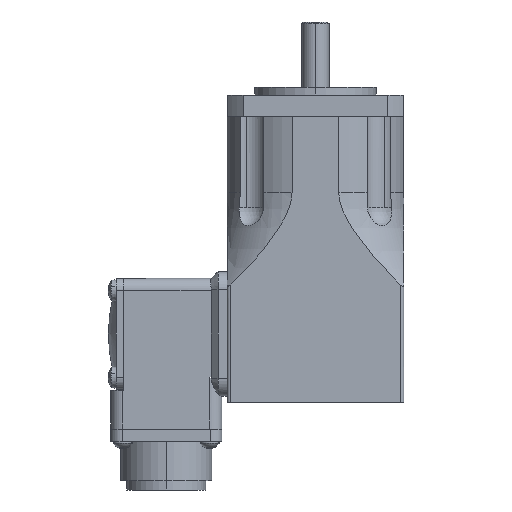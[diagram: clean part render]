
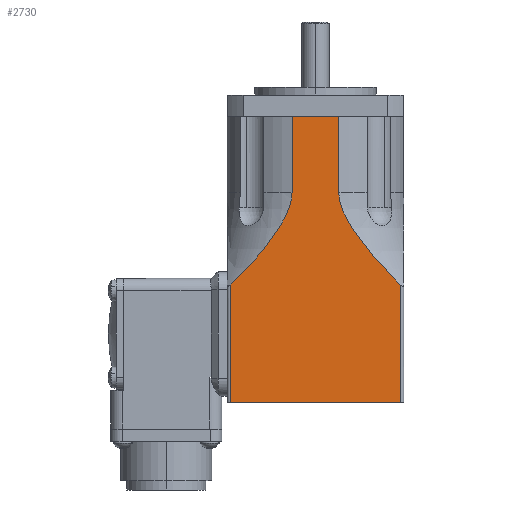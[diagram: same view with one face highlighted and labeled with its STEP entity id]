
A CAD part, left-side view. The second image highlights one B-rep face of the part: STEP entity #2730.
In plain terms, the highlighted planar face has unit normal (-1, 0, 0).
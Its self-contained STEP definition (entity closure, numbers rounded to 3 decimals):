
#2174 = CARTESIAN_POINT ( 'NONE',  ( -29., 28., -56.411 ) ) ;
#2183 = B_SPLINE_CURVE_WITH_KNOTS ( 'NONE', 3,
 ( #2192, #2191, #2190, #2189, #2188, #2187, #2186, #2185, #2252, #2251, #2250, #2249, #2248, #2247, #2246, #2245, #2244, #2243, #2242, #2241, #2240, #2239 ),
 .UNSPECIFIED., .F., .F.,
 ( 4, 2, 2, 2, 2, 2, 2, 2, 2, 2, 4 ),
 ( 0.322, 0.323, 0.324, 0.327, 0.329, 0.331, 0.336, 0.341, 0.345, 0.35, 0.359 ),
 .UNSPECIFIED. ) ;
#2184 = CARTESIAN_POINT ( 'NONE',  ( -29., 7.681, -26. ) ) ;
#2185 = CARTESIAN_POINT ( 'NONE',  ( -29., 8.717, -31.345 ) ) ;
#2186 = CARTESIAN_POINT ( 'NONE',  ( -29., 8.23, -29.867 ) ) ;
#2187 = CARTESIAN_POINT ( 'NONE',  ( -29., 8.031, -29.114 ) ) ;
#2188 = CARTESIAN_POINT ( 'NONE',  ( -29., 7.824, -27.956 ) ) ;
#2189 = CARTESIAN_POINT ( 'NONE',  ( -29., 7.77, -27.563 ) ) ;
#2190 = CARTESIAN_POINT ( 'NONE',  ( -29., 7.699, -26.78 ) ) ;
#2191 = CARTESIAN_POINT ( 'NONE',  ( -29., 7.681, -26.39 ) ) ;
#2192 = CARTESIAN_POINT ( 'NONE',  ( -29., 7.681, -26. ) ) ;
#2239 = CARTESIAN_POINT ( 'NONE',  ( -29., 28., -56.411 ) ) ;
#2240 = CARTESIAN_POINT ( 'NONE',  ( -29., 25.705, -54.33 ) ) ;
#2241 = CARTESIAN_POINT ( 'NONE',  ( -29., 23.521, -52.146 ) ) ;
#2242 = CARTESIAN_POINT ( 'NONE',  ( -29., 20.396, -48.726 ) ) ;
#2243 = CARTESIAN_POINT ( 'NONE',  ( -29., 19.379, -47.562 ) ) ;
#2244 = CARTESIAN_POINT ( 'NONE',  ( -29., 17.399, -45.185 ) ) ;
#2245 = CARTESIAN_POINT ( 'NONE',  ( -29., 16.435, -43.972 ) ) ;
#2246 = CARTESIAN_POINT ( 'NONE',  ( -29., 14.565, -41.49 ) ) ;
#2247 = CARTESIAN_POINT ( 'NONE',  ( -29., 13.659, -40.221 ) ) ;
#2248 = CARTESIAN_POINT ( 'NONE',  ( -29., 11.929, -37.609 ) ) ;
#2249 = CARTESIAN_POINT ( 'NONE',  ( -29., 11.108, -36.273 ) ) ;
#2250 = CARTESIAN_POINT ( 'NONE',  ( -29., 9.997, -34.204 ) ) ;
#2251 = CARTESIAN_POINT ( 'NONE',  ( -29., 9.646, -33.501 ) ) ;
#2252 = CARTESIAN_POINT ( 'NONE',  ( -29., 9.006, -32.07 ) ) ;
#2339 = DIRECTION ( 'NONE',  ( 0., 0., -1. ) ) ;
#2340 = VECTOR ( 'NONE', #2339, 1000. ) ;
#2341 = CARTESIAN_POINT ( 'NONE',  ( -29., 7.681, 22.566 ) ) ;
#2346 = LINE ( 'NONE', #2341, #2340 ) ;
#2388 = CARTESIAN_POINT ( 'NONE',  ( -29., 7.681, -1. ) ) ;
#2537 = VERTEX_POINT ( 'NONE', #7029 ) ;
#2549 = VERTEX_POINT ( 'NONE', #7007 ) ;
#2551 = EDGE_CURVE ( 'NONE', #2552, #2549, #7006, .T. ) ;
#2552 = VERTEX_POINT ( 'NONE', #7066 ) ;
#2587 = EDGE_CURVE ( 'NONE', #2588, #2618, #7068, .T. ) ;
#2588 = VERTEX_POINT ( 'NONE', #7067 ) ;
#2596 = EDGE_CURVE ( 'NONE', #2618, #2537, #7162, .T. ) ;
#2618 = VERTEX_POINT ( 'NONE', #7264 ) ;
#2710 = ORIENTED_EDGE ( 'NONE', *, *, #2596, .T. ) ;
#2711 = ORIENTED_EDGE ( 'NONE', *, *, #2712, .T. ) ;
#2712 = EDGE_CURVE ( 'NONE', #2537, #6936, #7474, .T. ) ;
#2713 = ORIENTED_EDGE ( 'NONE', *, *, #6927, .T. ) ;
#2714 = ORIENTED_EDGE ( 'NONE', *, *, #6876, .T. ) ;
#2715 = ORIENTED_EDGE ( 'NONE', *, *, #2716, .F. ) ;
#2716 = EDGE_CURVE ( 'NONE', #2552, #6866, #7469, .T. ) ;
#2717 = ORIENTED_EDGE ( 'NONE', *, *, #2551, .T. ) ;
#2728 = EDGE_CURVE ( 'NONE', #2549, #2588, #7525, .T. ) ;
#2730 = ADVANCED_FACE ( 'NONE', ( #7518 ), #7517, .T. ) ;
#2731 = EDGE_LOOP ( 'NONE', ( #2732, #2733, #2710, #2711, #2713, #2714, #2715, #2717 ) ) ;
#2732 = ORIENTED_EDGE ( 'NONE', *, *, #2728, .T. ) ;
#2733 = ORIENTED_EDGE ( 'NONE', *, *, #2587, .T. ) ;
#6866 = VERTEX_POINT ( 'NONE', #2174 ) ;
#6876 = EDGE_CURVE ( 'NONE', #6877, #6866, #2183, .T. ) ;
#6877 = VERTEX_POINT ( 'NONE', #2184 ) ;
#6927 = EDGE_CURVE ( 'NONE', #6936, #6877, #2346, .T. ) ;
#6936 = VERTEX_POINT ( 'NONE', #2388 ) ;
#6947 = DIRECTION ( 'NONE',  ( 0., 0., 1. ) ) ;
#6948 = VECTOR ( 'NONE', #6947, 1000. ) ;
#7003 = DIRECTION ( 'NONE',  ( 0., -1., 0. ) ) ;
#7004 = VECTOR ( 'NONE', #7003, 1000. ) ;
#7005 = CARTESIAN_POINT ( 'NONE',  ( -29., -28., -95. ) ) ;
#7006 = LINE ( 'NONE', #7005, #7004 ) ;
#7007 = CARTESIAN_POINT ( 'NONE',  ( -29., -28., -95. ) ) ;
#7029 = CARTESIAN_POINT ( 'NONE',  ( -29., -7.681, -1. ) ) ;
#7066 = CARTESIAN_POINT ( 'NONE',  ( -29., 28., -95. ) ) ;
#7067 = CARTESIAN_POINT ( 'NONE',  ( -29., -28., -56.411 ) ) ;
#7068 = B_SPLINE_CURVE_WITH_KNOTS ( 'NONE', 3,
 ( #7126, #7125, #7124, #7123, #7122, #7121, #7120, #7119, #7118, #7117, #7116, #7115, #7114, #7113, #7112, #7111, #7110, #7109, #7108, #7107, #7106, #7105, #7104, #7103 ),
 .UNSPECIFIED., .F., .F.,
 ( 4, 2, 2, 2, 2, 2, 2, 2, 2, 2, 2, 4 ),
 ( 0.33, 0.334, 0.339, 0.343, 0.348, 0.353, 0.357, 0.36, 0.362, 0.363, 0.364, 0.367 ),
 .UNSPECIFIED. ) ;
#7103 = CARTESIAN_POINT ( 'NONE',  ( -29., -7.681, -26. ) ) ;
#7104 = CARTESIAN_POINT ( 'NONE',  ( -29., -7.681, -26.777 ) ) ;
#7105 = CARTESIAN_POINT ( 'NONE',  ( -29., -7.753, -27.55 ) ) ;
#7106 = CARTESIAN_POINT ( 'NONE',  ( -29., -7.957, -28.705 ) ) ;
#7107 = CARTESIAN_POINT ( 'NONE',  ( -29., -8.042, -29.091 ) ) ;
#7108 = CARTESIAN_POINT ( 'NONE',  ( -29., -8.237, -29.85 ) ) ;
#7109 = CARTESIAN_POINT ( 'NONE',  ( -29., -8.348, -30.224 ) ) ;
#7110 = CARTESIAN_POINT ( 'NONE',  ( -29., -8.713, -31.333 ) ) ;
#7111 = CARTESIAN_POINT ( 'NONE',  ( -29., -9., -32.055 ) ) ;
#7112 = CARTESIAN_POINT ( 'NONE',  ( -29., -9.634, -33.476 ) ) ;
#7113 = CARTESIAN_POINT ( 'NONE',  ( -29., -9.981, -34.174 ) ) ;
#7114 = CARTESIAN_POINT ( 'NONE',  ( -29., -11.089, -36.241 ) ) ;
#7115 = CARTESIAN_POINT ( 'NONE',  ( -29., -11.904, -37.568 ) ) ;
#7116 = CARTESIAN_POINT ( 'NONE',  ( -29., -13.615, -40.157 ) ) ;
#7117 = CARTESIAN_POINT ( 'NONE',  ( -29., -14.514, -41.42 ) ) ;
#7118 = CARTESIAN_POINT ( 'NONE',  ( -29., -16.376, -43.897 ) ) ;
#7119 = CARTESIAN_POINT ( 'NONE',  ( -29., -17.34, -45.112 ) ) ;
#7120 = CARTESIAN_POINT ( 'NONE',  ( -29., -19.325, -47.498 ) ) ;
#7121 = CARTESIAN_POINT ( 'NONE',  ( -29., -20.347, -48.671 ) ) ;
#7122 = CARTESIAN_POINT ( 'NONE',  ( -29., -22.446, -50.97 ) ) ;
#7123 = CARTESIAN_POINT ( 'NONE',  ( -29., -23.52, -52.095 ) ) ;
#7124 = CARTESIAN_POINT ( 'NONE',  ( -29., -25.721, -54.293 ) ) ;
#7125 = CARTESIAN_POINT ( 'NONE',  ( -29., -26.85, -55.368 ) ) ;
#7126 = CARTESIAN_POINT ( 'NONE',  ( -29., -28., -56.411 ) ) ;
#7159 = DIRECTION ( 'NONE',  ( 0., 0., 1. ) ) ;
#7160 = VECTOR ( 'NONE', #7159, 1000. ) ;
#7161 = CARTESIAN_POINT ( 'NONE',  ( -29., -7.681, 22.566 ) ) ;
#7162 = LINE ( 'NONE', #7161, #7160 ) ;
#7264 = CARTESIAN_POINT ( 'NONE',  ( -29., -7.681, -26. ) ) ;
#7468 = CARTESIAN_POINT ( 'NONE',  ( -29., 28., -96. ) ) ;
#7469 = LINE ( 'NONE', #7468, #6948 ) ;
#7471 = DIRECTION ( 'NONE',  ( 0., 1., 0. ) ) ;
#7472 = VECTOR ( 'NONE', #7471, 1000. ) ;
#7473 = CARTESIAN_POINT ( 'NONE',  ( -29., -28., -1. ) ) ;
#7474 = LINE ( 'NONE', #7473, #7472 ) ;
#7513 = DIRECTION ( 'NONE',  ( 0., -1., 0. ) ) ;
#7514 = DIRECTION ( 'NONE',  ( -1., 0., 0. ) ) ;
#7515 = CARTESIAN_POINT ( 'NONE',  ( -29., -28., -96. ) ) ;
#7516 = AXIS2_PLACEMENT_3D ( 'NONE', #7515, #7514, #7513 ) ;
#7517 = PLANE ( 'NONE',  #7516 ) ;
#7518 = FACE_OUTER_BOUND ( 'NONE', #2731, .T. ) ;
#7519 = DIRECTION ( 'NONE',  ( 0., 0., 1. ) ) ;
#7520 = VECTOR ( 'NONE', #7519, 1000. ) ;
#7521 = CARTESIAN_POINT ( 'NONE',  ( -29., -28., -96. ) ) ;
#7525 = LINE ( 'NONE', #7521, #7520 ) ;
